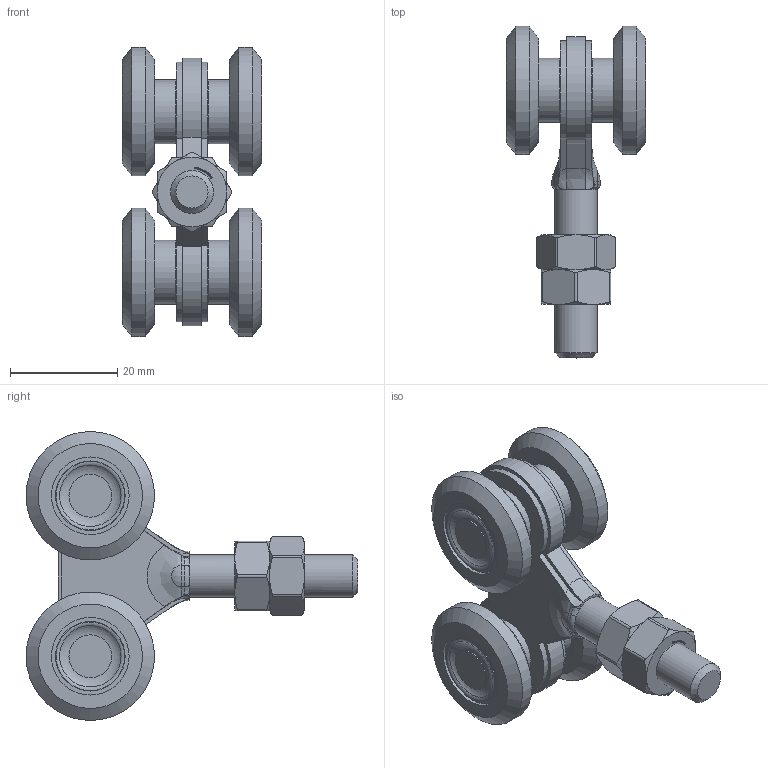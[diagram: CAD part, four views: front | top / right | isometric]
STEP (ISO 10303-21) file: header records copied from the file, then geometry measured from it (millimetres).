
FILE_DESCRIPTION (( 'STEP AP203' ), '1' );
FILE_NAME ('331-P.step', '2022-08-29T13:30:22', ( '' ), ( '' ), 'SwSTEP 2.0', 'SolidWorks 2018', '' );
FILE_SCHEMA (( 'CONFIG_CONTROL_DESIGN' ));
Length unit declared in the file: millimetre
Products named in the file (3): DIN 934 M4-M20_DIN 934 M8; 331-X-X Teil1_331-P Teil1; 331-P
Assembly tree (3 placements, depth 2):
  331-P
    331-X-X Teil1_331-P Teil1
    DIN 934 M4-M20_DIN 934 M8  x2
Bounding box: 26 x 62 x 54 mm (x, y, z)
Volume: 19086.6 mm3; surface area: 13519.5 mm2
Topology: 17 solids, 17 shells, 914 faces, 2287 edges, 1505 vertices
Faces by surface type: plane 470, bspline 304, cylinder 79, cone 37, torus 24
Full cylindrical faces by diameter (mm): 4.8 x6, 5 x10, 6.8 x2, 8 x5, 12 x4, 12.3 x8, 13 x4, 14.5 x8, 24 x4
Entity records: 29244 total; most frequent: CARTESIAN_POINT 15028, ORIENTED_EDGE 3074, DIRECTION 2171, EDGE_CURVE 1537, VERTEX_POINT 1060, LINE 865, VECTOR 865, EDGE_LOOP 833
